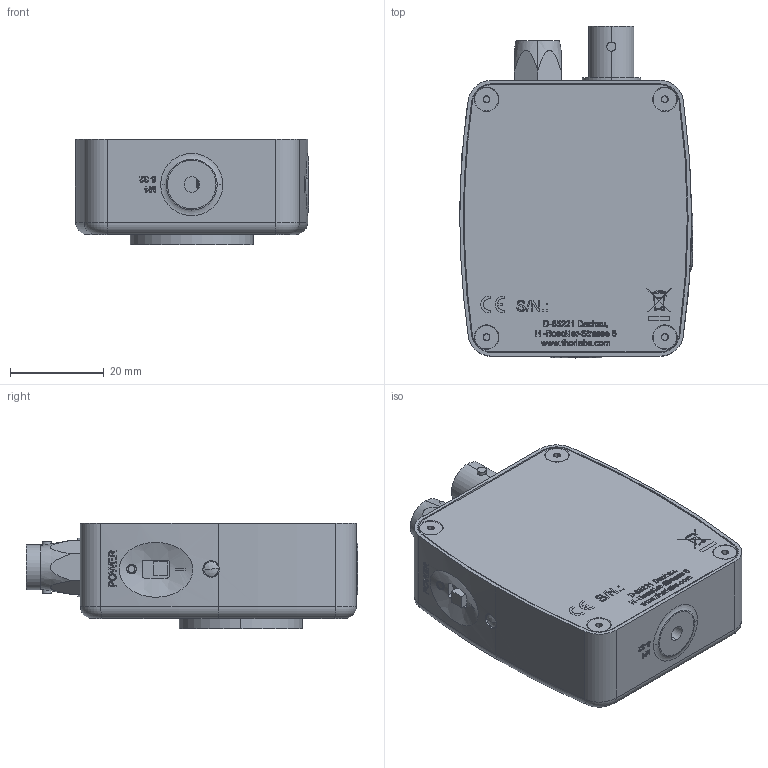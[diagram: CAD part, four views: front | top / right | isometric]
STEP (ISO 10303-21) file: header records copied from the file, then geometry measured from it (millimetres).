
FILE_DESCRIPTION (( 'STEP AP214' ), '1' );
FILE_NAME ('PDA20C2_web.STEP', '2018-11-15T13:51:43', ( '' ), ( '' ), 'SwSTEP 2.0', 'SolidWorks 2018', '' );
FILE_SCHEMA (( 'AUTOMOTIVE_DESIGN' ));
Length unit declared in the file: millimetre
Products named in the file (1): PDA20C2_web
Bounding box: 49.89 x 70.9 x 22.48 mm (x, y, z)
Surface area: 16635.7 mm2 (no closed solid volume)
Topology: 0 solids, 102 shells, 612 faces, 3418 edges, 2863 vertices
Faces by surface type: plane 316, bspline 123, cylinder 100, cone 53, torus 18, sphere 2
Entity records: 55882 total; most frequent: CARTESIAN_POINT 26087, ORIENTED_EDGE 4295, DIRECTION 3550, EDGE_CURVE 3418, VERTEX_POINT 2863, LINE 1788, VECTOR 1788, B_SPLINE_CURVE_WITH_KNOTS 1197
